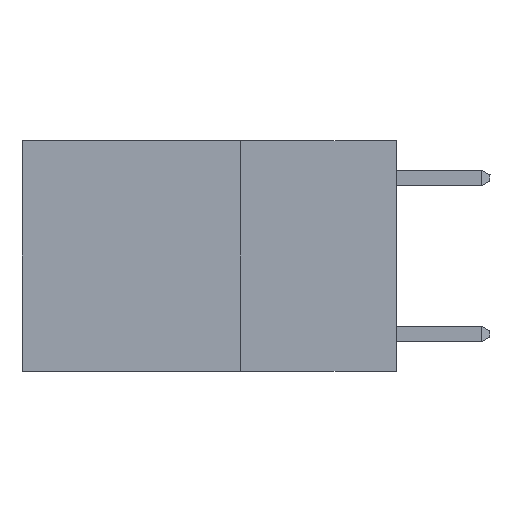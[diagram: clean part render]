
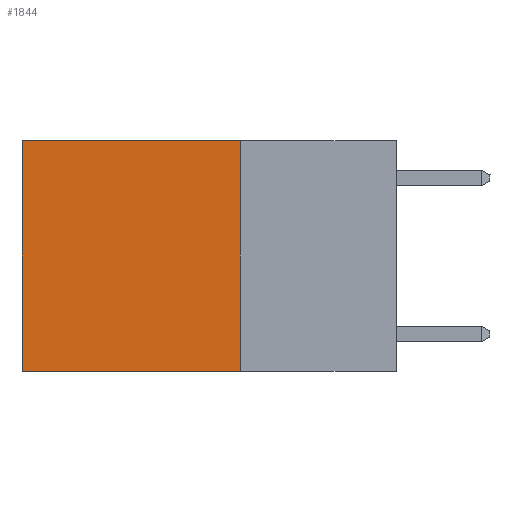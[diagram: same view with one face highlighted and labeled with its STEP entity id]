
A CAD part, left-side view. The second image highlights one B-rep face of the part: STEP entity #1844.
In plain terms, the highlighted planar face has unit normal (-1, 0, 0).
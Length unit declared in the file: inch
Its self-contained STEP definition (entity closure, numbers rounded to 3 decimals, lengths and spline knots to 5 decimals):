
#354 = EDGE_CURVE ( 'NONE', #7557, #866, #1151, .T. ) ;
#433 = CARTESIAN_POINT ( 'NONE',  ( 0.2625, 0.25, 0. ) ) ;
#451 = CARTESIAN_POINT ( 'NONE',  ( 0.2625, 0.25, 0. ) ) ;
#693 = VECTOR ( 'NONE', #6419, 39.37008 ) ;
#825 = ORIENTED_EDGE ( 'NONE', *, *, #2534, .T. ) ;
#866 = VERTEX_POINT ( 'NONE', #7558 ) ;
#883 = LINE ( 'NONE', #4385, #693 ) ;
#1151 = LINE ( 'NONE', #433, #2058 ) ;
#1303 = CARTESIAN_POINT ( 'NONE',  ( 0.2625, 0.6, 0. ) ) ;
#1482 = VECTOR ( 'NONE', #6130, 39.37008 ) ;
#1774 = CARTESIAN_POINT ( 'NONE',  ( 0.2625, 0.6, -0.37 ) ) ;
#1844 = ADVANCED_FACE ( 'NONE', ( #7782 ), #7654, .F. ) ;
#2058 = VECTOR ( 'NONE', #3282, 39.37008 ) ;
#2386 = CARTESIAN_POINT ( 'NONE',  ( 0.2625, 0.25, 0. ) ) ;
#2441 = AXIS2_PLACEMENT_3D ( 'NONE', #2386, #5671, #8495 ) ;
#2450 = LINE ( 'NONE', #451, #7460 ) ;
#2451 = EDGE_LOOP ( 'NONE', ( #825, #4197, #7425, #7279 ) ) ;
#2533 = EDGE_CURVE ( 'NONE', #866, #4539, #883, .T. ) ;
#2534 = EDGE_CURVE ( 'NONE', #3818, #4539, #4106, .T. ) ;
#3282 = DIRECTION ( 'NONE',  ( 0., 0., -1. ) ) ;
#3818 = VERTEX_POINT ( 'NONE', #5461 ) ;
#4106 = LINE ( 'NONE', #1303, #1482 ) ;
#4173 = CARTESIAN_POINT ( 'NONE',  ( 0.2625, 0.25, 0. ) ) ;
#4197 = ORIENTED_EDGE ( 'NONE', *, *, #2533, .F. ) ;
#4385 = CARTESIAN_POINT ( 'NONE',  ( 0.2625, 0.25, -0.37 ) ) ;
#4539 = VERTEX_POINT ( 'NONE', #1774 ) ;
#5461 = CARTESIAN_POINT ( 'NONE',  ( 0.2625, 0.6, 0. ) ) ;
#5671 = DIRECTION ( 'NONE',  ( 1., 0., 0. ) ) ;
#5737 = DIRECTION ( 'NONE',  ( 0., 1., 0. ) ) ;
#6130 = DIRECTION ( 'NONE',  ( 0., 0., -1. ) ) ;
#6419 = DIRECTION ( 'NONE',  ( 0., 1., 0. ) ) ;
#6708 = EDGE_CURVE ( 'NONE', #7557, #3818, #2450, .T. ) ;
#7279 = ORIENTED_EDGE ( 'NONE', *, *, #6708, .T. ) ;
#7425 = ORIENTED_EDGE ( 'NONE', *, *, #354, .F. ) ;
#7460 = VECTOR ( 'NONE', #5737, 39.37008 ) ;
#7557 = VERTEX_POINT ( 'NONE', #4173 ) ;
#7558 = CARTESIAN_POINT ( 'NONE',  ( 0.2625, 0.25, -0.37 ) ) ;
#7654 = PLANE ( 'NONE',  #2441 ) ;
#7782 = FACE_OUTER_BOUND ( 'NONE', #2451, .T. ) ;
#8495 = DIRECTION ( 'NONE',  ( 0., 0., -1. ) ) ;
